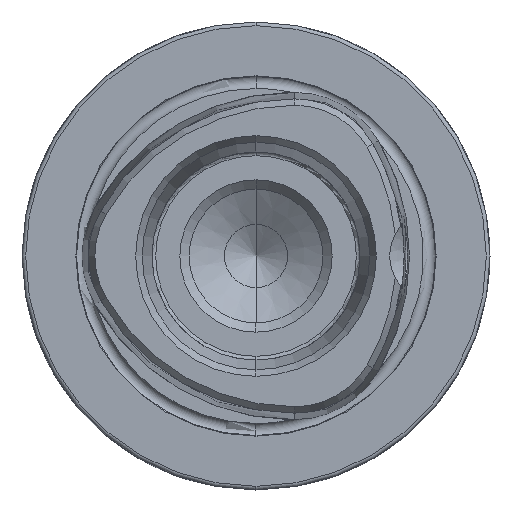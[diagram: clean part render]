
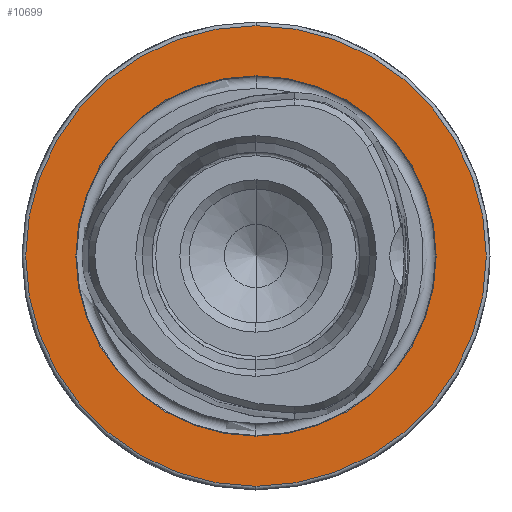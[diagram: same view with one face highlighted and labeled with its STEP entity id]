
A CAD part, left-side view. The second image highlights one B-rep face of the part: STEP entity #10699.
In plain terms, the highlighted planar face has unit normal (-1, 0, 0).
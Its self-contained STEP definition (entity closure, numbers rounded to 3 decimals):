
#535 = CARTESIAN_POINT ( 'NONE',  ( 0., 0., 0. ) ) ;
#709 = EDGE_LOOP ( 'NONE', ( #9804, #3566 ) ) ;
#988 = DIRECTION ( 'NONE',  ( 0., 0., 1. ) ) ;
#1087 = CARTESIAN_POINT ( 'NONE',  ( 0., 24.25, 0. ) ) ;
#1096 = FACE_OUTER_BOUND ( 'NONE', #709, .T. ) ;
#1228 = CARTESIAN_POINT ( 'NONE',  ( 0., 0., -31. ) ) ;
#1428 = DIRECTION ( 'NONE',  ( 0., 0., 1. ) ) ;
#1567 = EDGE_CURVE ( 'NONE', #2420, #9494, #2038, .T. ) ;
#1578 = CIRCLE ( 'NONE', #2790, 31. ) ;
#1615 = CIRCLE ( 'NONE', #4528, 24.25 ) ;
#1650 = VERTEX_POINT ( 'NONE', #8161 ) ;
#1689 = DIRECTION ( 'NONE',  ( -1., 0., 0. ) ) ;
#2038 = CIRCLE ( 'NONE', #6514, 31. ) ;
#2420 = VERTEX_POINT ( 'NONE', #1228 ) ;
#2645 = FACE_BOUND ( 'NONE', #9287, .T. ) ;
#2726 = EDGE_CURVE ( 'NONE', #9494, #2420, #1578, .T. ) ;
#2790 = AXIS2_PLACEMENT_3D ( 'NONE', #3612, #5513, #988 ) ;
#2911 = PLANE ( 'NONE',  #4726 ) ;
#3566 = ORIENTED_EDGE ( 'NONE', *, *, #1567, .T. ) ;
#3612 = CARTESIAN_POINT ( 'NONE',  ( 0., 0., 0. ) ) ;
#4211 = CARTESIAN_POINT ( 'NONE',  ( 0., 0., 0. ) ) ;
#4528 = AXIS2_PLACEMENT_3D ( 'NONE', #4211, #5941, #1428 ) ;
#4726 = AXIS2_PLACEMENT_3D ( 'NONE', #1087, #9269, #5649 ) ;
#4990 = DIRECTION ( 'NONE',  ( -1., 0., 0. ) ) ;
#5268 = CARTESIAN_POINT ( 'NONE',  ( 0., 0., 24.25 ) ) ;
#5513 = DIRECTION ( 'NONE',  ( -1., 0., 0. ) ) ;
#5643 = CARTESIAN_POINT ( 'NONE',  ( 0., 0., 31. ) ) ;
#5649 = DIRECTION ( 'NONE',  ( 0., 0., -1. ) ) ;
#5941 = DIRECTION ( 'NONE',  ( -1., 0., 0. ) ) ;
#6514 = AXIS2_PLACEMENT_3D ( 'NONE', #10742, #1689, #9824 ) ;
#6656 = EDGE_CURVE ( 'NONE', #8758, #1650, #1615, .T. ) ;
#6759 = DIRECTION ( 'NONE',  ( 0., 0., 1. ) ) ;
#7771 = CIRCLE ( 'NONE', #9837, 24.25 ) ;
#8161 = CARTESIAN_POINT ( 'NONE',  ( 0., 0., -24.25 ) ) ;
#8758 = VERTEX_POINT ( 'NONE', #5268 ) ;
#8916 = ORIENTED_EDGE ( 'NONE', *, *, #6656, .F. ) ;
#9269 = DIRECTION ( 'NONE',  ( 1., 0., 0. ) ) ;
#9287 = EDGE_LOOP ( 'NONE', ( #8916, #11269 ) ) ;
#9494 = VERTEX_POINT ( 'NONE', #5643 ) ;
#9804 = ORIENTED_EDGE ( 'NONE', *, *, #2726, .T. ) ;
#9824 = DIRECTION ( 'NONE',  ( 0., 0., 1. ) ) ;
#9837 = AXIS2_PLACEMENT_3D ( 'NONE', #535, #4990, #6759 ) ;
#9978 = EDGE_CURVE ( 'NONE', #1650, #8758, #7771, .T. ) ;
#10699 = ADVANCED_FACE ( 'NONE', ( #2645, #1096 ), #2911, .F. ) ;
#10742 = CARTESIAN_POINT ( 'NONE',  ( 0., 0., 0. ) ) ;
#11269 = ORIENTED_EDGE ( 'NONE', *, *, #9978, .F. ) ;
